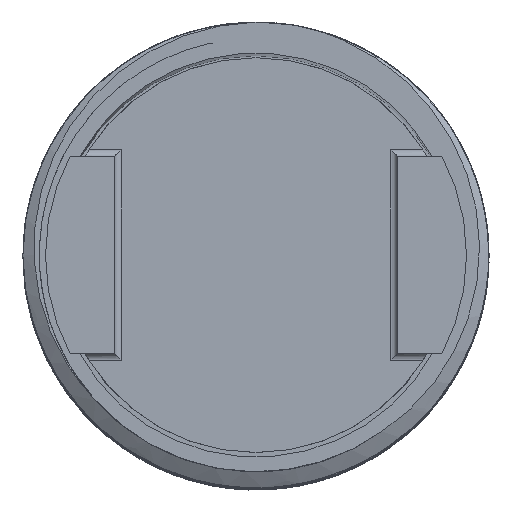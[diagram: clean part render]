
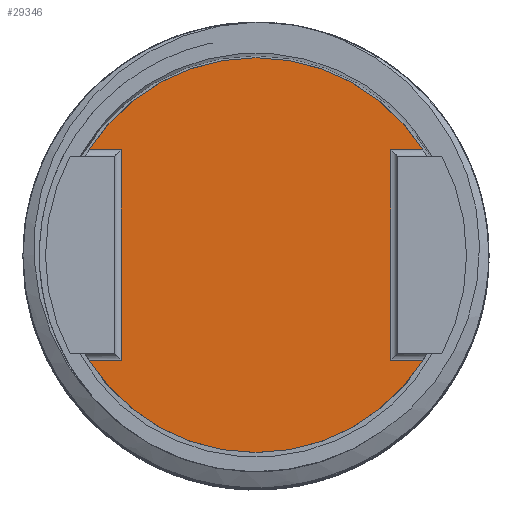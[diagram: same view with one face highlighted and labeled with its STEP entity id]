
A CAD part, top view. The second image highlights one B-rep face of the part: STEP entity #29346.
In plain terms, the highlighted planar face has unit normal (0, 0, 1).
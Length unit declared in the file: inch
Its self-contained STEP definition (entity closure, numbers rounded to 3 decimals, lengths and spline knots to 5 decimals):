
#12230=DIRECTION('',(-1.,0.,0.));
#12231=VECTOR('',#12230,0.04877);
#12232=CARTESIAN_POINT('',(0.25377,0.16,0.));
#12233=LINE('',#12232,#12231);
#12234=DIRECTION('',(0.,-1.,0.));
#12235=VECTOR('',#12234,0.32);
#12236=CARTESIAN_POINT('',(0.205,0.16,0.));
#12237=LINE('',#12236,#12235);
#12238=DIRECTION('',(1.,0.,0.));
#12239=VECTOR('',#12238,0.04877);
#12240=CARTESIAN_POINT('',(0.205,-0.16,0.));
#12241=LINE('',#12240,#12239);
#12242=CARTESIAN_POINT('',(0.,0.,0.));
#12243=DIRECTION('',(0.,0.,-1.));
#12244=DIRECTION('',(0.846,-0.533,0.));
#12245=AXIS2_PLACEMENT_3D('',#12242,#12243,#12244);
#12247=DIRECTION('',(1.,0.,0.));
#12248=VECTOR('',#12247,0.04877);
#12249=CARTESIAN_POINT('',(-0.25377,-0.16,0.));
#12250=LINE('',#12249,#12248);
#12251=DIRECTION('',(0.,1.,0.));
#12252=VECTOR('',#12251,0.32);
#12253=CARTESIAN_POINT('',(-0.205,-0.16,0.));
#12254=LINE('',#12253,#12252);
#12255=DIRECTION('',(-1.,0.,0.));
#12256=VECTOR('',#12255,0.04877);
#12257=CARTESIAN_POINT('',(-0.205,0.16,0.));
#12258=LINE('',#12257,#12256);
#12259=CARTESIAN_POINT('',(0.,0.,0.));
#12260=DIRECTION('',(0.,0.,1.));
#12261=DIRECTION('',(0.846,0.533,0.));
#12262=AXIS2_PLACEMENT_3D('',#12259,#12260,#12261);
#18008=CARTESIAN_POINT('',(0.25377,0.16,0.));
#18009=CARTESIAN_POINT('',(0.205,0.16,0.));
#18010=VERTEX_POINT('',#18008);
#18011=VERTEX_POINT('',#18009);
#18014=CARTESIAN_POINT('',(0.205,-0.16,0.));
#18015=VERTEX_POINT('',#18014);
#18016=CARTESIAN_POINT('',(0.25377,-0.16,0.));
#18017=VERTEX_POINT('',#18016);
#18024=CARTESIAN_POINT('',(-0.205,0.16,0.));
#18025=CARTESIAN_POINT('',(-0.25377,0.16,0.));
#18026=VERTEX_POINT('',#18024);
#18027=VERTEX_POINT('',#18025);
#18032=CARTESIAN_POINT('',(-0.205,-0.16,0.));
#18033=VERTEX_POINT('',#18032);
#18038=CARTESIAN_POINT('',(-0.25377,-0.16,0.));
#18039=VERTEX_POINT('',#18038);
#29325=CARTESIAN_POINT('',(0.,0.,0.));
#29326=DIRECTION('',(0.,0.,-1.));
#29327=DIRECTION('',(-1.,0.,0.));
#29328=AXIS2_PLACEMENT_3D('',#29325,#29326,#29327);
#29329=PLANE('',#29328);
#29331=ORIENTED_EDGE('',*,*,#29330,.T.);
#29333=ORIENTED_EDGE('',*,*,#29332,.T.);
#29335=ORIENTED_EDGE('',*,*,#29334,.T.);
#29336=ORIENTED_EDGE('',*,*,#29237,.T.);
#29338=ORIENTED_EDGE('',*,*,#29337,.T.);
#29339=ORIENTED_EDGE('',*,*,#29315,.T.);
#29341=ORIENTED_EDGE('',*,*,#29340,.T.);
#29343=ORIENTED_EDGE('',*,*,#29342,.F.);
#29344=EDGE_LOOP('',(#29331,#29333,#29335,#29336,#29338,#29339,#29341,#29343));
#29345=FACE_OUTER_BOUND('',#29344,.F.);
#29346=ADVANCED_FACE('',(#29345),#29329,.F.);
#12246=CIRCLE('',#12245,0.3);
#12263=CIRCLE('',#12262,0.3);
#29237=EDGE_CURVE('',#18017,#18039,#12246,.T.);
#29315=EDGE_CURVE('',#18033,#18026,#12254,.T.);
#29330=EDGE_CURVE('',#18010,#18011,#12233,.T.);
#29332=EDGE_CURVE('',#18011,#18015,#12237,.T.);
#29334=EDGE_CURVE('',#18015,#18017,#12241,.T.);
#29337=EDGE_CURVE('',#18039,#18033,#12250,.T.);
#29340=EDGE_CURVE('',#18026,#18027,#12258,.T.);
#29342=EDGE_CURVE('',#18010,#18027,#12263,.T.);
